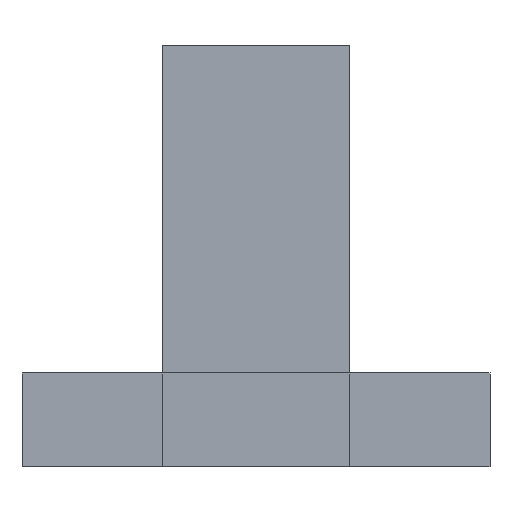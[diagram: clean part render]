
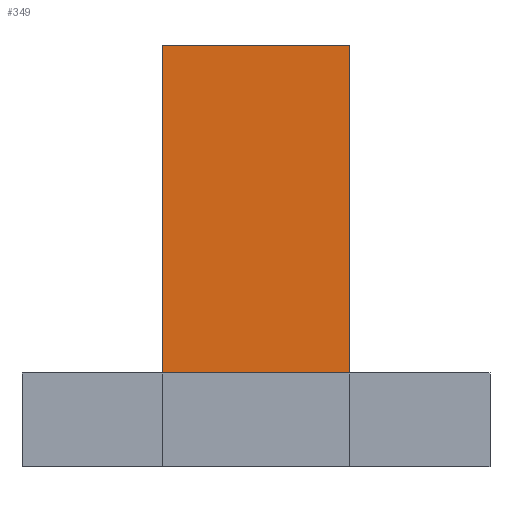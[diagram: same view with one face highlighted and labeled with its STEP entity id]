
A CAD part, left-side view. The second image highlights one B-rep face of the part: STEP entity #349.
In plain terms, the highlighted planar face has unit normal (-1, 0, 0).
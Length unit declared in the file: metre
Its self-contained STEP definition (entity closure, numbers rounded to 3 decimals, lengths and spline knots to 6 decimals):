
#24=ORIENTED_EDGE('',*,*,#120,.F.);
#25=ORIENTED_EDGE('',*,*,#121,.F.);
#26=ORIENTED_EDGE('',*,*,#122,.F.);
#27=ORIENTED_EDGE('',*,*,#123,.T.);
#120=EDGE_CURVE('',#167,#163,#196,.T.);
#121=EDGE_CURVE('',#168,#167,#197,.T.);
#122=EDGE_CURVE('',#169,#168,#198,.T.);
#123=EDGE_CURVE('',#169,#163,#199,.T.);
#163=VERTEX_POINT('',#517);
#167=VERTEX_POINT('',#526);
#168=VERTEX_POINT('',#528);
#169=VERTEX_POINT('',#530);
#196=LINE('',#525,#244);
#197=LINE('',#527,#245);
#198=LINE('',#529,#246);
#199=LINE('',#531,#247);
#244=VECTOR('',#425,1.);
#245=VECTOR('',#426,1.);
#246=VECTOR('',#427,1.);
#247=VECTOR('',#428,1.);
#283=EDGE_LOOP('',(#24,#25,#26,#27));
#305=FACE_BOUND('',#283,.T.);
#327=PLANE('',#384);
#349=ADVANCED_FACE('',(#305),#327,.F.);
#384=AXIS2_PLACEMENT_3D('',#524,#423,#424);
#423=DIRECTION('',(1.,0.,0.));
#424=DIRECTION('',(0.,0.,-1.));
#425=DIRECTION('',(0.,1.,0.));
#426=DIRECTION('',(0.,0.,-1.));
#427=DIRECTION('',(0.,-1.,0.));
#428=DIRECTION('',(0.,0.,-1.));
#517=CARTESIAN_POINT('',(-0.002,0.002,0.002));
#524=CARTESIAN_POINT('',(-0.002,0.,0.009));
#525=CARTESIAN_POINT('',(-0.002,0.,0.002));
#526=CARTESIAN_POINT('',(-0.002,-0.002,0.002));
#527=CARTESIAN_POINT('',(-0.002,-0.002,0.009));
#528=CARTESIAN_POINT('',(-0.002,-0.002,0.009));
#529=CARTESIAN_POINT('',(-0.002,0.,0.009));
#530=CARTESIAN_POINT('',(-0.002,0.002,0.009));
#531=CARTESIAN_POINT('',(-0.002,0.002,0.009));
